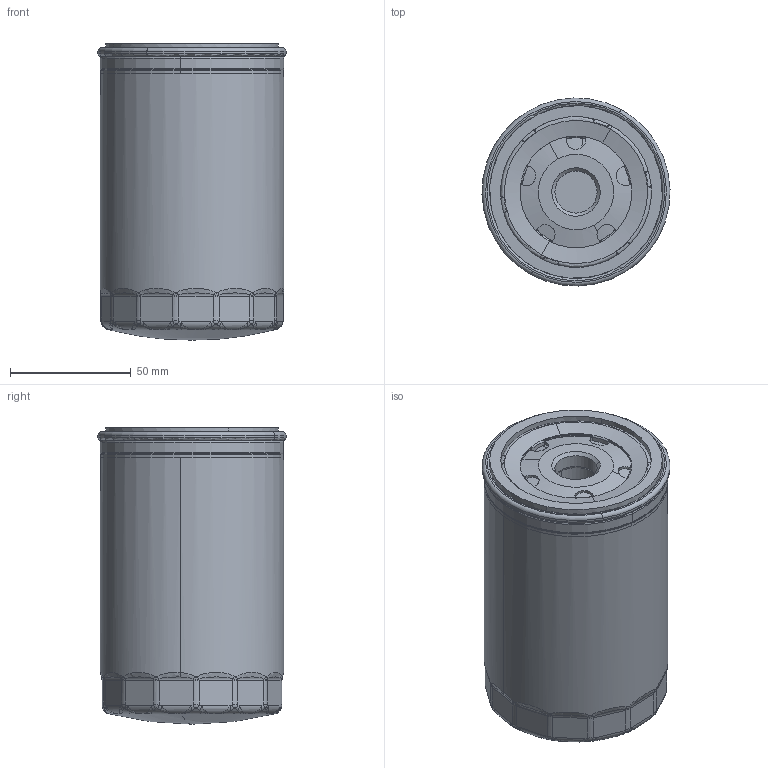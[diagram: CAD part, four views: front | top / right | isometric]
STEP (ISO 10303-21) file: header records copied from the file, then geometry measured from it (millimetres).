
FILE_DESCRIPTION(('CATIA V5 STEP Exchange','CAx-IF Rec.Pracs.--- Model Styling and Organization---1.2---2011-12-15'),'2;1');
FILE_NAME('1416939P01 Neutral.stp','2022-02-23T14:26:49+00:00',('none'),('MANN+HUMMEL GmbH'),'Version 5-6 Release 2012','CATIA V5 STEP AP214','none');
FILE_SCHEMA(('AUTOMOTIVE_DESIGN { 1 0 10303 214 1 1 1 1 }'));
Length unit declared in the file: millimetre
Products named in the file (1): 1416939P01
Bounding box: 77.98 x 77.98 x 122.9 mm (x, y, z)
Volume: 523745.4 mm3; surface area: 41109.9 mm2
Topology: 1 solids, 7 shells, 432 faces, 1093 edges, 630 vertices
Faces by surface type: bspline 206, cylinder 79, torus 54, plane 49, cone 42, sphere 2
Entity records: 22822 total; most frequent: CARTESIAN_POINT 15137, ORIENTED_EDGE 2102, EDGE_CURVE 1051, B_SPLINE_CURVE_WITH_KNOTS 716, DIRECTION 647, VERTEX_POINT 630, EDGE_LOOP 439, ADVANCED_FACE 432
